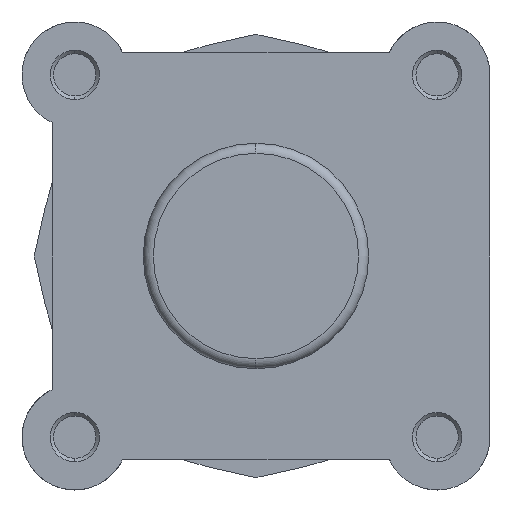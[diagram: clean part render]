
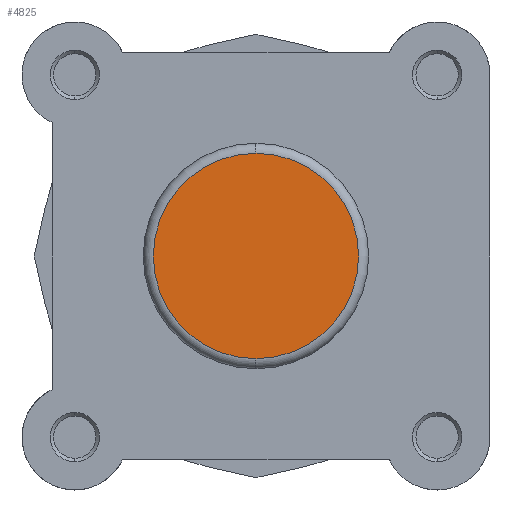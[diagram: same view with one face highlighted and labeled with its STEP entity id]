
A CAD part, left-side view. The second image highlights one B-rep face of the part: STEP entity #4825.
In plain terms, the highlighted planar face has unit normal (-1, 0, 0).
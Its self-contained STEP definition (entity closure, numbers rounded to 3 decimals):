
#612 = CIRCLE ( 'NONE', #3189, 20.4 ) ;
#696 = CIRCLE ( 'NONE', #3220, 20.4 ) ;
#1030 = FACE_OUTER_BOUND ( 'NONE', #5015, .T. ) ;
#1463 = VERTEX_POINT ( 'NONE', #1754 ) ;
#1540 = VERTEX_POINT ( 'NONE', #1831 ) ;
#1754 = CARTESIAN_POINT ( 'NONE',  ( 0., 0., -20.4 ) ) ;
#1831 = CARTESIAN_POINT ( 'NONE',  ( 0., 0., 20.4 ) ) ;
#2609 = CARTESIAN_POINT ( 'NONE',  ( 0., 0., 0. ) ) ;
#2610 = DIRECTION ( 'NONE',  ( -1., 0., 0. ) ) ;
#2611 = DIRECTION ( 'NONE',  ( 0., 0., -1. ) ) ;
#2894 = EDGE_CURVE ( 'NONE', #1540, #1463, #612, .T. ) ;
#2953 = EDGE_CURVE ( 'NONE', #1463, #1540, #696, .T. ) ;
#3189 = AXIS2_PLACEMENT_3D ( 'NONE', #2609, #2610, #2611 ) ;
#3220 = AXIS2_PLACEMENT_3D ( 'NONE', #3651, #3658, #3659 ) ;
#3372 = AXIS2_PLACEMENT_3D ( 'NONE', #4226, #4229, #4230 ) ;
#3651 = CARTESIAN_POINT ( 'NONE',  ( 0., 0., 0. ) ) ;
#3658 = DIRECTION ( 'NONE',  ( -1., 0., 0. ) ) ;
#3659 = DIRECTION ( 'NONE',  ( 0., 0., -1. ) ) ;
#4226 = CARTESIAN_POINT ( 'NONE',  ( 0., 0., 0. ) ) ;
#4227 = PLANE ( 'NONE',  #3372 ) ;
#4229 = DIRECTION ( 'NONE',  ( 1., 0., 0. ) ) ;
#4230 = DIRECTION ( 'NONE',  ( 0., 0., -1. ) ) ;
#4825 = ADVANCED_FACE ( 'NONE', ( #1030 ), #4227, .F. ) ;
#5015 = EDGE_LOOP ( 'NONE', ( #5131, #5130 ) ) ;
#5130 = ORIENTED_EDGE ( 'NONE', *, *, #2894, .T. ) ;
#5131 = ORIENTED_EDGE ( 'NONE', *, *, #2953, .T. ) ;
